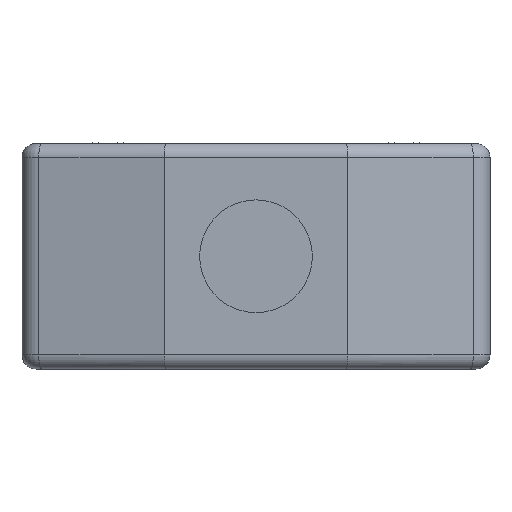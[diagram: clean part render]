
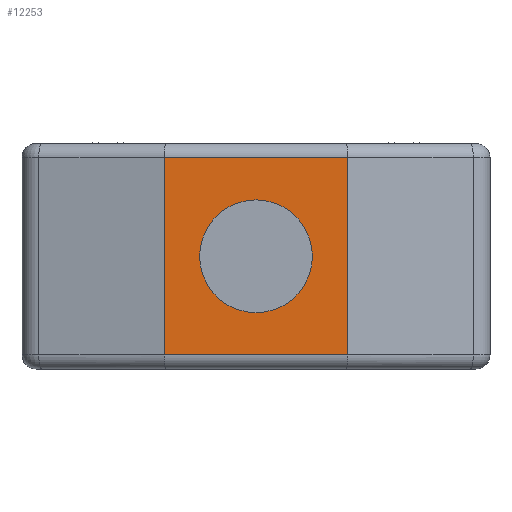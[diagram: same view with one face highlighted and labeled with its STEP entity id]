
A CAD part, left-side view. The second image highlights one B-rep face of the part: STEP entity #12253.
In plain terms, the highlighted planar face has unit normal (-1, 0, 0).
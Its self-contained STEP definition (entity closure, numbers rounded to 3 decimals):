
#16 = CARTESIAN_POINT ( 'NONE',  ( -20.15, 0., 0. ) ) ;
#3404 = VERTEX_POINT ( 'NONE', #80935 ) ;
#5566 = VERTEX_POINT ( 'NONE', #92107 ) ;
#6351 = AXIS2_PLACEMENT_3D ( 'NONE', #16, #23587, #48941 ) ;
#6757 = ORIENTED_EDGE ( 'NONE', *, *, #67172, .T. ) ;
#7145 = VECTOR ( 'NONE', #58414, 1000. ) ;
#8150 = ORIENTED_EDGE ( 'NONE', *, *, #84180, .T. ) ;
#9186 = EDGE_CURVE ( 'NONE', #59672, #89911, #72596, .T. ) ;
#12253 = ADVANCED_FACE ( 'NONE', ( #17114, #73808 ), #102825, .T. ) ;
#15220 = ORIENTED_EDGE ( 'NONE', *, *, #9186, .T. ) ;
#17114 = FACE_OUTER_BOUND ( 'NONE', #86197, .T. ) ;
#19294 = DIRECTION ( 'NONE',  ( 0., 0., -1. ) ) ;
#23587 = DIRECTION ( 'NONE',  ( 1., 0., 0. ) ) ;
#27320 = LINE ( 'NONE', #58067, #7145 ) ;
#32135 = EDGE_CURVE ( 'NONE', #3404, #3404, #76143, .T. ) ;
#45142 = VECTOR ( 'NONE', #59634, 1000. ) ;
#45752 = DIRECTION ( 'NONE',  ( 0., -1., 0. ) ) ;
#48941 = DIRECTION ( 'NONE',  ( 0., 0., -1. ) ) ;
#50777 = ORIENTED_EDGE ( 'NONE', *, *, #32135, .T. ) ;
#58067 = CARTESIAN_POINT ( 'NONE',  ( -20.15, -3.25, 4. ) ) ;
#58414 = DIRECTION ( 'NONE',  ( 0., 0., -1. ) ) ;
#59634 = DIRECTION ( 'NONE',  ( 0., 1., 0. ) ) ;
#59672 = VERTEX_POINT ( 'NONE', #78053 ) ;
#64300 = AXIS2_PLACEMENT_3D ( 'NONE', #86977, #69716, #93706 ) ;
#65503 = VECTOR ( 'NONE', #45752, 1000. ) ;
#67172 = EDGE_CURVE ( 'NONE', #89911, #5566, #90704, .T. ) ;
#67546 = CARTESIAN_POINT ( 'NONE',  ( -20.15, 3.25, 4. ) ) ;
#69716 = DIRECTION ( 'NONE',  ( -1., 0., 0. ) ) ;
#70042 = CARTESIAN_POINT ( 'NONE',  ( -20.15, -3.25, -3.5 ) ) ;
#70299 = LINE ( 'NONE', #76913, #45142 ) ;
#72596 = LINE ( 'NONE', #67546, #102848 ) ;
#73808 = FACE_BOUND ( 'NONE', #93340, .T. ) ;
#76143 = CIRCLE ( 'NONE', #6351, 2. ) ;
#76913 = CARTESIAN_POINT ( 'NONE',  ( -20.15, 0., 3.5 ) ) ;
#78053 = CARTESIAN_POINT ( 'NONE',  ( -20.15, 3.25, 3.5 ) ) ;
#80935 = CARTESIAN_POINT ( 'NONE',  ( -20.15, 0., -2. ) ) ;
#84180 = EDGE_CURVE ( 'NONE', #104046, #59672, #70299, .T. ) ;
#86197 = EDGE_LOOP ( 'NONE', ( #15220, #6757, #98998, #8150 ) ) ;
#86977 = CARTESIAN_POINT ( 'NONE',  ( -20.15, 0., 4. ) ) ;
#89911 = VERTEX_POINT ( 'NONE', #101251 ) ;
#90704 = LINE ( 'NONE', #70042, #65503 ) ;
#92107 = CARTESIAN_POINT ( 'NONE',  ( -20.15, -3.25, -3.5 ) ) ;
#93340 = EDGE_LOOP ( 'NONE', ( #50777 ) ) ;
#93706 = DIRECTION ( 'NONE',  ( 0., 0., 1. ) ) ;
#96799 = CARTESIAN_POINT ( 'NONE',  ( -20.15, -3.25, 3.5 ) ) ;
#98970 = EDGE_CURVE ( 'NONE', #104046, #5566, #27320, .T. ) ;
#98998 = ORIENTED_EDGE ( 'NONE', *, *, #98970, .F. ) ;
#101251 = CARTESIAN_POINT ( 'NONE',  ( -20.15, 3.25, -3.5 ) ) ;
#102825 = PLANE ( 'NONE',  #64300 ) ;
#102848 = VECTOR ( 'NONE', #19294, 1000. ) ;
#104046 = VERTEX_POINT ( 'NONE', #96799 ) ;
